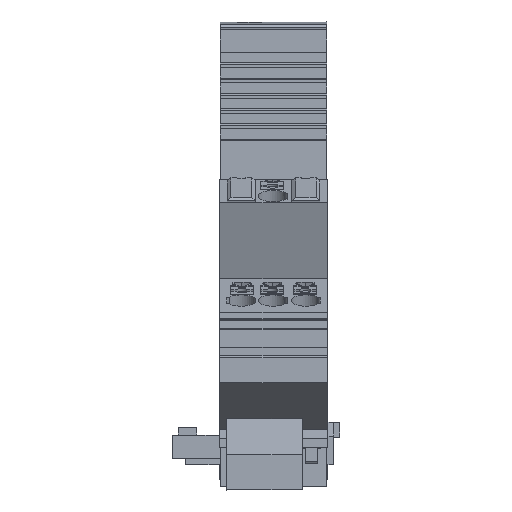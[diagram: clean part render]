
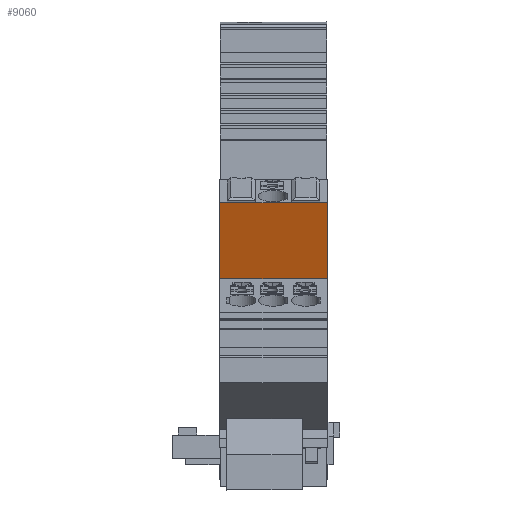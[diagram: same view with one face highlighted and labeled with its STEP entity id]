
A CAD part, front view. The second image highlights one B-rep face of the part: STEP entity #9060.
In plain terms, the highlighted face is planar.
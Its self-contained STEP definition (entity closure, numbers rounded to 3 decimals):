
#7360=CARTESIAN_POINT('',(99.912,31.577,
-3.15));
#7370=VERTEX_POINT('',#7360);
#7400=CARTESIAN_POINT('',(103.613,21.409,
-3.15));
#7410=DIRECTION('',(0.342,-0.94,
0.));
#7420=VECTOR('',#7410,1.);
#7430=LINE('',#7400,#7420);
#7440=CARTESIAN_POINT('',(95.366,44.065,
-3.15));
#7450=VERTEX_POINT('',#7440);
#7460=EDGE_CURVE('',#7450,#7370,#7430,.T.);
#8760=CARTESIAN_POINT('',(99.508,32.687,
-19.7));
#8770=DIRECTION('',(-0.94,-0.342,
0.));
#8780=DIRECTION('',(-0.342,0.94,
0.));
#8790=AXIS2_PLACEMENT_3D('',#8760,#8770,#8780);
#8800=PLANE('',#8790);
#8810=CARTESIAN_POINT('',(95.366,44.065,
-7.3));
#8820=DIRECTION('',(0.,0.,1.));
#8830=VECTOR('',#8820,1.);
#8840=LINE('',#8810,#8830);
#8850=CARTESIAN_POINT('',(95.366,44.065,
-20.85));
#8860=VERTEX_POINT('',#8850);
#8870=EDGE_CURVE('',#8860,#7450,#8840,.T.);
#8880=ORIENTED_EDGE('',*,*,#8870,.F.);
#8890=ORIENTED_EDGE('',*,*,#7460,.F.);
#8900=CARTESIAN_POINT('',(99.912,31.577,
-7.3));
#8910=DIRECTION('',(0.,0.,1.));
#8920=VECTOR('',#8910,1.);
#8930=LINE('',#8900,#8920);
#8940=CARTESIAN_POINT('',(99.912,31.577,
-20.85));
#8950=VERTEX_POINT('',#8940);
#8960=EDGE_CURVE('',#8950,#7370,#8930,.T.);
#8970=ORIENTED_EDGE('',*,*,#8960,.T.);
#8980=CARTESIAN_POINT('',(112.353,-2.605,
-20.85));
#8990=DIRECTION('',(-0.342,0.94,
0.));
#9000=VECTOR('',#8990,1.);
#9010=LINE('',#8980,#9000);
#9020=EDGE_CURVE('',#8950,#8860,#9010,.T.);
#9030=ORIENTED_EDGE('',*,*,#9020,.F.);
#9040=EDGE_LOOP('',(#9030,#8970,#8890,#8880));
#9050=FACE_OUTER_BOUND('',#9040,.T.);
#9060=ADVANCED_FACE('',(#9050),#8800,.T.);
